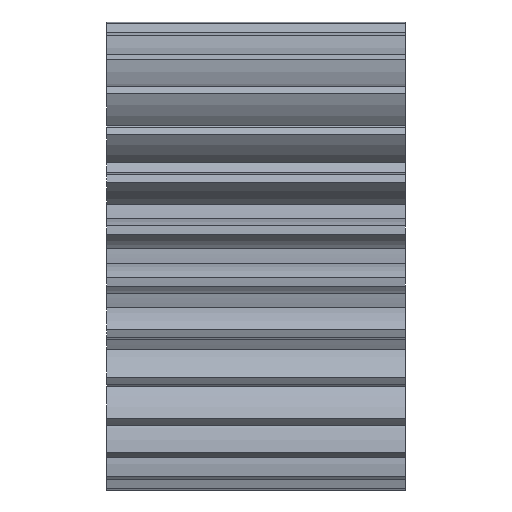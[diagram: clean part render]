
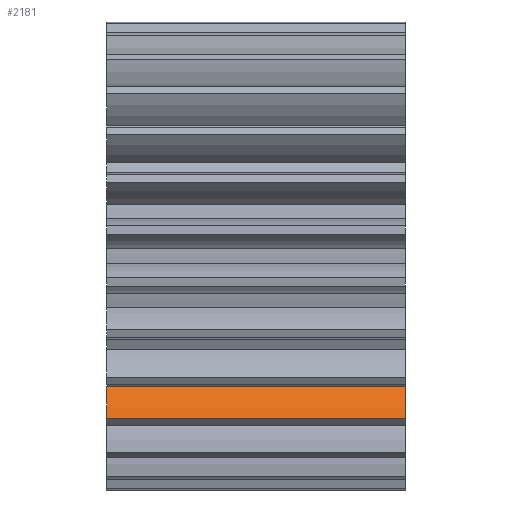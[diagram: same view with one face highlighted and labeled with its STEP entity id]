
A CAD part, front view. The second image highlights one B-rep face of the part: STEP entity #2181.
In plain terms, the highlighted cylindrical face has radius 5.6 mm (diameter 11.2 mm), a partial arc.
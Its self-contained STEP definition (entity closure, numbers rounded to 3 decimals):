
#76 = EDGE_CURVE ( 'NONE', #2473, #574, #1133, .T. ) ;
#167 = CARTESIAN_POINT ( 'NONE',  ( 0., -10.808, -10.401 ) ) ;
#357 = AXIS2_PLACEMENT_3D ( 'NONE', #734, #2743, #2071 ) ;
#574 = VERTEX_POINT ( 'NONE', #3134 ) ;
#585 = ORIENTED_EDGE ( 'NONE', *, *, #2316, .T. ) ;
#734 = CARTESIAN_POINT ( 'NONE',  ( 19.05, -5.436, -11.98 ) ) ;
#877 = AXIS2_PLACEMENT_3D ( 'NONE', #1392, #2065, #2417 ) ;
#901 = CARTESIAN_POINT ( 'NONE',  ( 9.525, -10.808, -10.401 ) ) ;
#1084 = LINE ( 'NONE', #3437, #2463 ) ;
#1133 = CIRCLE ( 'NONE', #357, 5.6 ) ;
#1232 = LINE ( 'NONE', #901, #3584 ) ;
#1348 = DIRECTION ( 'NONE',  ( 0., 0., 1. ) ) ;
#1392 = CARTESIAN_POINT ( 'NONE',  ( 0., -5.436, -11.98 ) ) ;
#1631 = ORIENTED_EDGE ( 'NONE', *, *, #3167, .T. ) ;
#1687 = AXIS2_PLACEMENT_3D ( 'NONE', #2283, #1993, #1348 ) ;
#1827 = CARTESIAN_POINT ( 'NONE',  ( 19.05, -10.808, -10.401 ) ) ;
#1993 = DIRECTION ( 'NONE',  ( -1., 0., 0. ) ) ;
#2065 = DIRECTION ( 'NONE',  ( 1., 0., 0. ) ) ;
#2071 = DIRECTION ( 'NONE',  ( 0., -0.623, 0.782 ) ) ;
#2181 = ADVANCED_FACE ( 'NONE', ( #3266 ), #2620, .T. ) ;
#2283 = CARTESIAN_POINT ( 'NONE',  ( 19.05, -5.436, -11.98 ) ) ;
#2316 = EDGE_CURVE ( 'NONE', #3359, #2387, #4190, .T. ) ;
#2387 = VERTEX_POINT ( 'NONE', #167 ) ;
#2402 = EDGE_CURVE ( 'NONE', #2387, #2473, #1232, .T. ) ;
#2417 = DIRECTION ( 'NONE',  ( 0., 0., -1. ) ) ;
#2445 = ORIENTED_EDGE ( 'NONE', *, *, #76, .T. ) ;
#2463 = VECTOR ( 'NONE', #4087, 1000. ) ;
#2473 = VERTEX_POINT ( 'NONE', #1827 ) ;
#2499 = EDGE_LOOP ( 'NONE', ( #4146, #2445, #1631, #585 ) ) ;
#2620 = CYLINDRICAL_SURFACE ( 'NONE', #1687, 5.6 ) ;
#2743 = DIRECTION ( 'NONE',  ( -1., 0., 0. ) ) ;
#3134 = CARTESIAN_POINT ( 'NONE',  ( 19.05, -9.667, -8.312 ) ) ;
#3167 = EDGE_CURVE ( 'NONE', #574, #3359, #1084, .T. ) ;
#3266 = FACE_OUTER_BOUND ( 'NONE', #2499, .T. ) ;
#3359 = VERTEX_POINT ( 'NONE', #3937 ) ;
#3437 = CARTESIAN_POINT ( 'NONE',  ( 19.05, -9.667, -8.312 ) ) ;
#3543 = DIRECTION ( 'NONE',  ( 1., 0., 0. ) ) ;
#3584 = VECTOR ( 'NONE', #3543, 1000. ) ;
#3937 = CARTESIAN_POINT ( 'NONE',  ( 0., -9.667, -8.312 ) ) ;
#4087 = DIRECTION ( 'NONE',  ( -1., 0., 0. ) ) ;
#4146 = ORIENTED_EDGE ( 'NONE', *, *, #2402, .T. ) ;
#4190 = CIRCLE ( 'NONE', #877, 5.6 ) ;
